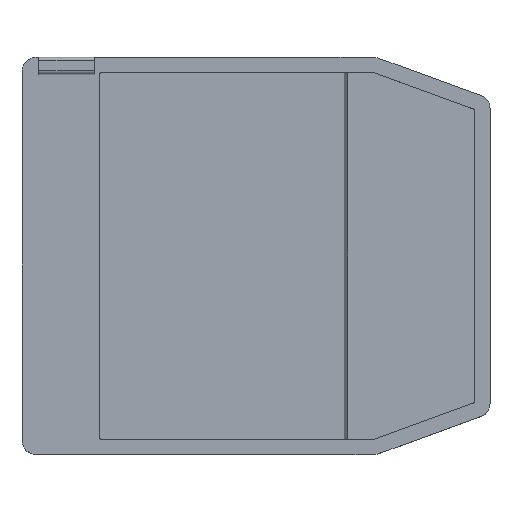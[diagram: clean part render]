
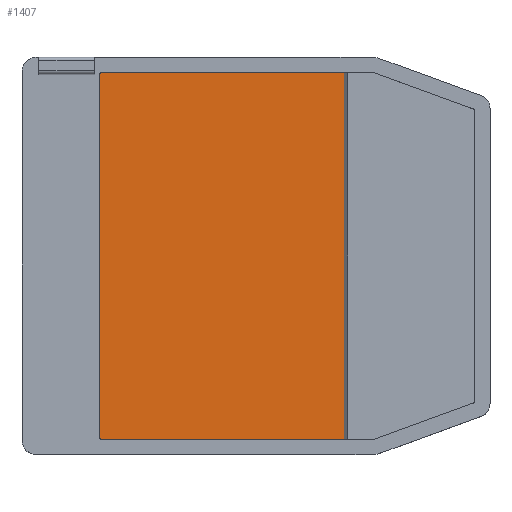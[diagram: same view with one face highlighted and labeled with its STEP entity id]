
A CAD part, top view. The second image highlights one B-rep face of the part: STEP entity #1407.
In plain terms, the highlighted planar face has unit normal (0, 0, 1).
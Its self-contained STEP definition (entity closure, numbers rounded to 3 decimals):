
#361=DIRECTION('',(1.,0.,0.));
#362=VECTOR('',#361,17.058);
#363=CARTESIAN_POINT('',(5.65,-4.574,0.5));
#364=LINE('',#363,#362);
#365=DIRECTION('',(0.,-1.,0.));
#366=VECTOR('',#365,25.852);
#367=CARTESIAN_POINT('',(22.708,-4.574,0.5));
#368=LINE('',#367,#366);
#369=DIRECTION('',(-1.,0.,0.));
#370=VECTOR('',#369,17.058);
#371=CARTESIAN_POINT('',(22.708,-30.426,0.5));
#372=LINE('',#371,#370);
#373=CARTESIAN_POINT('',(5.65,-30.426,0.5));
#374=CARTESIAN_POINT('',(5.583,-30.426,0.5));
#375=CARTESIAN_POINT('',(5.5,-30.376,0.5));
#376=CARTESIAN_POINT('',(5.45,-30.293,0.5));
#377=CARTESIAN_POINT('',(5.45,-30.226,0.5));
#379=DIRECTION('',(0.,1.,0.));
#380=VECTOR('',#379,25.452);
#381=CARTESIAN_POINT('',(5.45,-30.226,0.5));
#382=LINE('',#381,#380);
#383=CARTESIAN_POINT('',(5.45,-4.774,0.5));
#384=CARTESIAN_POINT('',(5.45,-4.707,0.5));
#385=CARTESIAN_POINT('',(5.5,-4.624,0.5));
#386=CARTESIAN_POINT('',(5.583,-4.574,0.5));
#387=CARTESIAN_POINT('',(5.65,-4.574,0.5));
#791=VERTEX_POINT('',#383);
#792=VERTEX_POINT('',#387);
#793=VERTEX_POINT('',#373);
#794=VERTEX_POINT('',#377);
#877=CARTESIAN_POINT('',(22.708,-4.574,0.5));
#878=VERTEX_POINT('',#877);
#879=CARTESIAN_POINT('',(22.708,-30.426,0.5));
#880=VERTEX_POINT('',#879);
#1393=CARTESIAN_POINT('',(0.,0.,0.5));
#1394=DIRECTION('',(0.,0.,1.));
#1395=DIRECTION('',(1.,0.,0.));
#1396=AXIS2_PLACEMENT_3D('',#1393,#1394,#1395);
#1397=PLANE('',#1396);
#1398=ORIENTED_EDGE('',*,*,#1057,.T.);
#1399=ORIENTED_EDGE('',*,*,#1385,.T.);
#1400=ORIENTED_EDGE('',*,*,#1103,.T.);
#1402=ORIENTED_EDGE('',*,*,#1401,.T.);
#1403=ORIENTED_EDGE('',*,*,#973,.T.);
#1404=ORIENTED_EDGE('',*,*,#1003,.T.);
#1405=EDGE_LOOP('',(#1398,#1399,#1400,#1402,#1403,#1404));
#1406=FACE_OUTER_BOUND('',#1405,.F.);
#1407=ADVANCED_FACE('',(#1406),#1397,.T.);
#378=B_SPLINE_CURVE_WITH_KNOTS('',3,(#373,#374,#375,#376,#377),.UNSPECIFIED.,
.F.,.F.,(4,1,4),(0.,0.5,1.),.UNSPECIFIED.);
#388=B_SPLINE_CURVE_WITH_KNOTS('',3,(#383,#384,#385,#386,#387),.UNSPECIFIED.,
.F.,.F.,(4,1,4),(0.,0.5,1.),.UNSPECIFIED.);
#973=EDGE_CURVE('',#794,#791,#382,.T.);
#1003=EDGE_CURVE('',#791,#792,#388,.T.);
#1057=EDGE_CURVE('',#792,#878,#364,.T.);
#1103=EDGE_CURVE('',#880,#793,#372,.T.);
#1385=EDGE_CURVE('',#878,#880,#368,.T.);
#1401=EDGE_CURVE('',#793,#794,#378,.T.);
